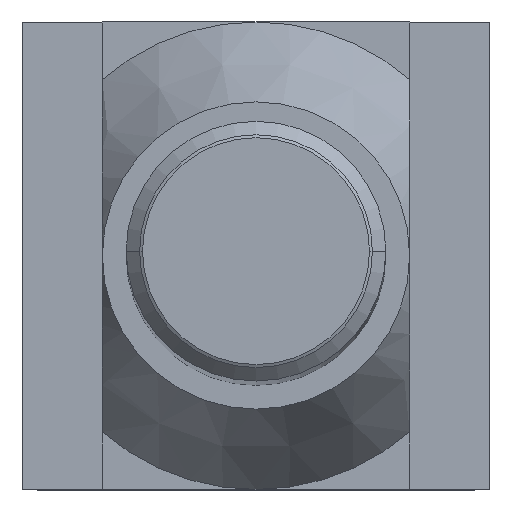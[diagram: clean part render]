
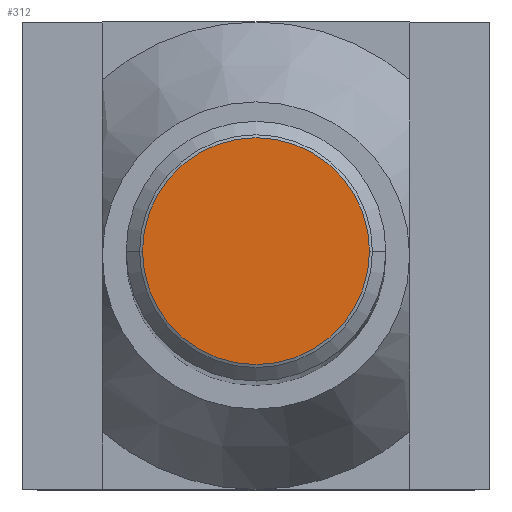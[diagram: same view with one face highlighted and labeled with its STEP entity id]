
A CAD part, top view. The second image highlights one B-rep face of the part: STEP entity #312.
In plain terms, the highlighted planar face has unit normal (0, 0, 1).
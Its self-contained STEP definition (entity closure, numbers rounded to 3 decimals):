
#148=EDGE_CURVE('',#218,#270,#405,.T.);
#218=VERTEX_POINT('',#480);
#230=EDGE_CURVE('',#270,#218,#492,.T.);
#270=VERTEX_POINT('',#536);
#312=ADVANCED_FACE('',(#588),#589,.T.);
#405=CIRCLE('',#678,13.105);
#480=CARTESIAN_POINT('',(-13.105,0.,315.0));
#492=CIRCLE('',#803,13.105);
#536=CARTESIAN_POINT('',(13.105,0.,315.0));
#588=FACE_OUTER_BOUND('',#927,.T.);
#589=PLANE('',#928);
#678=AXIS2_PLACEMENT_3D('',#1079,#1080,#1081);
#803=AXIS2_PLACEMENT_3D('',#1153,#1154,#1155);
#927=EDGE_LOOP('',(#1297,#1298));
#928=AXIS2_PLACEMENT_3D('',#1299,#1300,#1301);
#1079=CARTESIAN_POINT('',(0.0,0.,315.0));
#1080=DIRECTION('',(0.0,-0.0,1.0));
#1081=DIRECTION('',(1.0,0.,0.0));
#1153=CARTESIAN_POINT('',(0.0,0.,315.0));
#1154=DIRECTION('',(0.0,-0.0,1.0));
#1155=DIRECTION('',(1.0,0.,0.0));
#1297=ORIENTED_EDGE('',*,*,#230,.T.);
#1298=ORIENTED_EDGE('',*,*,#148,.T.);
#1299=CARTESIAN_POINT('',(-6.625,0.,315.0));
#1300=DIRECTION('',(0.0,0.0,1.0));
#1301=DIRECTION('',(-1.0,0.,0.0));
